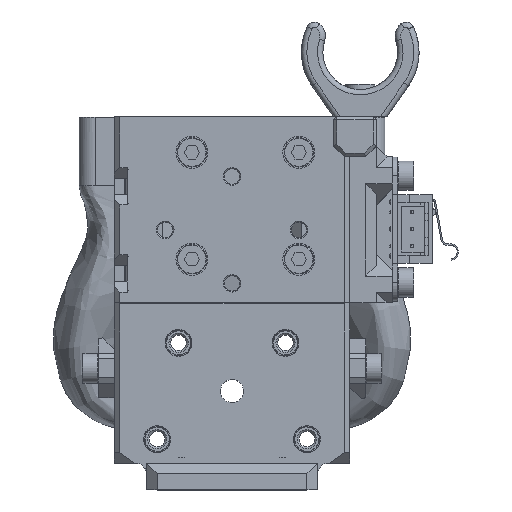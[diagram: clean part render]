
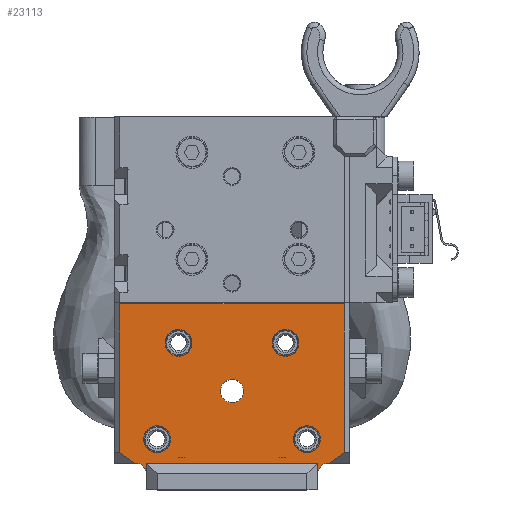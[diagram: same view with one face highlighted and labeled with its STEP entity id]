
A CAD part, top view. The second image highlights one B-rep face of the part: STEP entity #23113.
In plain terms, the highlighted planar face has unit normal (0, 0, 1).
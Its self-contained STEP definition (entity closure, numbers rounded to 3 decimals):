
#1207=FACE_BOUND('',#3136,.T.);
#1208=FACE_BOUND('',#3137,.T.);
#1209=FACE_BOUND('',#3138,.T.);
#1210=FACE_BOUND('',#3139,.T.);
#1211=FACE_BOUND('',#3140,.T.);
#1786=FACE_OUTER_BOUND('',#3135,.T.);
#3135=EDGE_LOOP('',(#17177,#17178,#17179,#17180,#17181,#17182,#17183,#17184,
#17185,#17186,#17187,#17188));
#3136=EDGE_LOOP('',(#17189));
#3137=EDGE_LOOP('',(#17190));
#3138=EDGE_LOOP('',(#17191));
#3139=EDGE_LOOP('',(#17192));
#3140=EDGE_LOOP('',(#17193));
#4200=CIRCLE('',#24598,2.);
#4201=CIRCLE('',#24602,2.);
#4217=CIRCLE('',#24638,2.35);
#4218=CIRCLE('',#24639,2.35);
#4219=CIRCLE('',#24640,2.35);
#4220=CIRCLE('',#24641,2.35);
#4221=CIRCLE('',#24642,2.175);
#5602=LINE('',#34323,#7933);
#5606=LINE('',#34329,#7937);
#5612=LINE('',#34357,#7943);
#5613=LINE('',#34360,#7944);
#5614=LINE('',#34362,#7945);
#5615=LINE('',#34364,#7946);
#5616=LINE('',#34366,#7947);
#5617=LINE('',#34368,#7948);
#5618=LINE('',#34370,#7949);
#5619=LINE('',#34371,#7950);
#7933=VECTOR('',#28074,10.);
#7937=VECTOR('',#28080,10.);
#7943=VECTOR('',#28118,10.);
#7944=VECTOR('',#28121,1000.);
#7945=VECTOR('',#28122,1000.);
#7946=VECTOR('',#28123,1000.);
#7947=VECTOR('',#28124,1000.);
#7948=VECTOR('',#28125,1000.);
#7949=VECTOR('',#28126,1000.);
#7950=VECTOR('',#28127,1000.);
#10004=VERTEX_POINT('',#34231);
#10005=VERTEX_POINT('',#34233);
#10010=VERTEX_POINT('',#34248);
#10011=VERTEX_POINT('',#34250);
#10040=VERTEX_POINT('',#34320);
#10041=VERTEX_POINT('',#34322);
#10049=VERTEX_POINT('',#34359);
#10050=VERTEX_POINT('',#34361);
#10051=VERTEX_POINT('',#34363);
#10052=VERTEX_POINT('',#34365);
#10053=VERTEX_POINT('',#34367);
#10054=VERTEX_POINT('',#34369);
#10055=VERTEX_POINT('',#34372);
#10056=VERTEX_POINT('',#34374);
#10057=VERTEX_POINT('',#34376);
#10058=VERTEX_POINT('',#34378);
#10059=VERTEX_POINT('',#34380);
#12617=EDGE_CURVE('',#10005,#10004,#4200,.F.);
#12625=EDGE_CURVE('',#10011,#10010,#4201,.F.);
#12661=EDGE_CURVE('',#10041,#10040,#5602,.T.);
#12665=EDGE_CURVE('',#10005,#10040,#5606,.T.);
#12677=EDGE_CURVE('',#10010,#10041,#5612,.T.);
#12678=EDGE_CURVE('',#10004,#10049,#5613,.T.);
#12679=EDGE_CURVE('',#10049,#10050,#5614,.T.);
#12680=EDGE_CURVE('',#10050,#10051,#5615,.T.);
#12681=EDGE_CURVE('',#10051,#10052,#5616,.T.);
#12682=EDGE_CURVE('',#10053,#10052,#5617,.T.);
#12683=EDGE_CURVE('',#10053,#10054,#5618,.T.);
#12684=EDGE_CURVE('',#10054,#10011,#5619,.T.);
#12685=EDGE_CURVE('',#10055,#10055,#4217,.T.);
#12686=EDGE_CURVE('',#10056,#10056,#4218,.T.);
#12687=EDGE_CURVE('',#10057,#10057,#4219,.T.);
#12688=EDGE_CURVE('',#10058,#10058,#4220,.T.);
#12689=EDGE_CURVE('',#10059,#10059,#4221,.T.);
#17177=ORIENTED_EDGE('',*,*,#12661,.T.);
#17178=ORIENTED_EDGE('',*,*,#12665,.F.);
#17179=ORIENTED_EDGE('',*,*,#12617,.T.);
#17180=ORIENTED_EDGE('',*,*,#12678,.T.);
#17181=ORIENTED_EDGE('',*,*,#12679,.T.);
#17182=ORIENTED_EDGE('',*,*,#12680,.T.);
#17183=ORIENTED_EDGE('',*,*,#12681,.T.);
#17184=ORIENTED_EDGE('',*,*,#12682,.F.);
#17185=ORIENTED_EDGE('',*,*,#12683,.T.);
#17186=ORIENTED_EDGE('',*,*,#12684,.T.);
#17187=ORIENTED_EDGE('',*,*,#12625,.T.);
#17188=ORIENTED_EDGE('',*,*,#12677,.T.);
#17189=ORIENTED_EDGE('',*,*,#12685,.T.);
#17190=ORIENTED_EDGE('',*,*,#12686,.T.);
#17191=ORIENTED_EDGE('',*,*,#12687,.T.);
#17192=ORIENTED_EDGE('',*,*,#12688,.T.);
#17193=ORIENTED_EDGE('',*,*,#12689,.F.);
#22115=PLANE('',#24637);
#23113=ADVANCED_FACE('',(#1786,#1207,#1208,#1209,#1210,#1211),#22115,.T.);
#24598=AXIS2_PLACEMENT_3D('',#34234,#27999,#28000);
#24602=AXIS2_PLACEMENT_3D('',#34251,#28014,#28015);
#24637=AXIS2_PLACEMENT_3D('',#34358,#28119,#28120);
#24638=AXIS2_PLACEMENT_3D('',#34373,#28128,#28129);
#24639=AXIS2_PLACEMENT_3D('',#34375,#28130,#28131);
#24640=AXIS2_PLACEMENT_3D('',#34377,#28132,#28133);
#24641=AXIS2_PLACEMENT_3D('',#34379,#28134,#28135);
#24642=AXIS2_PLACEMENT_3D('',#34381,#28136,#28137);
#27999=DIRECTION('center_axis',(0.,0.,1.));
#28000=DIRECTION('ref_axis',(-0.707,0.707,0.));
#28014=DIRECTION('center_axis',(0.,0.,1.));
#28015=DIRECTION('ref_axis',(0.707,0.707,0.));
#28074=DIRECTION('',(1.,0.,0.));
#28080=DIRECTION('',(0.,1.,0.));
#28118=DIRECTION('',(0.,1.,0.));
#28119=DIRECTION('center_axis',(0.,0.,1.));
#28120=DIRECTION('ref_axis',(1.,0.,0.));
#28121=DIRECTION('',(1.,0.,0.));
#28122=DIRECTION('',(0.816,0.577,0.));
#28123=DIRECTION('',(0.,1.,0.));
#28124=DIRECTION('',(-1.,0.,0.));
#28125=DIRECTION('',(0.,1.,0.));
#28126=DIRECTION('',(0.816,-0.577,0.));
#28127=DIRECTION('',(1.,0.,0.));
#28128=DIRECTION('center_axis',(0.,0.,-1.));
#28129=DIRECTION('ref_axis',(-1.,0.,0.));
#28130=DIRECTION('center_axis',(0.,0.,-1.));
#28131=DIRECTION('ref_axis',(-1.,0.,0.));
#28132=DIRECTION('center_axis',(0.,0.,-1.));
#28133=DIRECTION('ref_axis',(-1.,0.,0.));
#28134=DIRECTION('center_axis',(0.,0.,-1.));
#28135=DIRECTION('ref_axis',(-1.,0.,0.));
#28136=DIRECTION('center_axis',(0.,0.,1.));
#28137=DIRECTION('ref_axis',(1.,0.,0.));
#34231=CARTESIAN_POINT('',(27.428,-2.016,-32.381));
#34233=CARTESIAN_POINT('',(25.428,-4.016,-32.381));
#34234=CARTESIAN_POINT('Origin',(27.428,-4.016,-32.381));
#34248=CARTESIAN_POINT('',(-6.572,-4.016,-32.381));
#34250=CARTESIAN_POINT('',(-8.572,-2.016,-32.381));
#34251=CARTESIAN_POINT('Origin',(-8.572,-4.016,-32.381));
#34320=CARTESIAN_POINT('',(25.428,-2.016,-32.381));
#34322=CARTESIAN_POINT('',(-6.572,-2.016,-32.381));
#34323=CARTESIAN_POINT('',(14.928,-2.016,-32.381));
#34329=CARTESIAN_POINT('',(25.428,-7.016,-32.381));
#34357=CARTESIAN_POINT('',(-6.572,-7.016,-32.381));
#34358=CARTESIAN_POINT('Origin',(20.428,-2.016,-32.381));
#34359=CARTESIAN_POINT('',(27.6,-2.016,-32.381));
#34360=CARTESIAN_POINT('',(20.428,-2.016,-32.381));
#34361=CARTESIAN_POINT('',(30.428,-0.016,-32.381));
#34362=CARTESIAN_POINT('',(22.819,-5.397,-32.381));
#34363=CARTESIAN_POINT('',(30.428,27.784,-32.381));
#34364=CARTESIAN_POINT('',(30.428,-2.016,-32.381));
#34365=CARTESIAN_POINT('',(-11.572,27.784,-32.381));
#34366=CARTESIAN_POINT('',(-11.572,27.784,-32.381));
#34367=CARTESIAN_POINT('',(-11.572,-0.016,-32.381));
#34368=CARTESIAN_POINT('',(-11.572,-2.016,-32.381));
#34369=CARTESIAN_POINT('',(-8.743,-2.016,-32.381));
#34370=CARTESIAN_POINT('',(10.705,-15.768,-32.381));
#34371=CARTESIAN_POINT('',(20.428,-2.016,-32.381));
#34372=CARTESIAN_POINT('',(21.778,20.484,-32.381));
#34373=CARTESIAN_POINT('Origin',(19.428,20.484,-32.381));
#34374=CARTESIAN_POINT('',(-2.222,2.484,-32.381));
#34375=CARTESIAN_POINT('Origin',(-4.572,2.484,-32.381));
#34376=CARTESIAN_POINT('',(1.778,20.484,-32.381));
#34377=CARTESIAN_POINT('Origin',(-0.572,20.484,-32.381));
#34378=CARTESIAN_POINT('',(25.778,2.484,-32.381));
#34379=CARTESIAN_POINT('Origin',(23.428,2.484,-32.381));
#34380=CARTESIAN_POINT('',(11.603,11.484,-32.381));
#34381=CARTESIAN_POINT('Origin',(9.428,11.484,-32.381));
